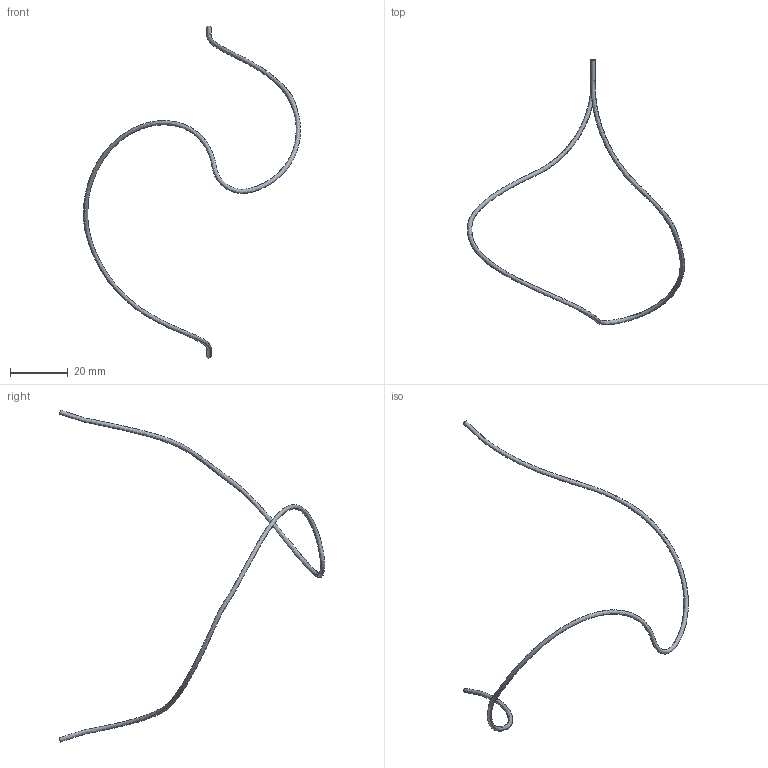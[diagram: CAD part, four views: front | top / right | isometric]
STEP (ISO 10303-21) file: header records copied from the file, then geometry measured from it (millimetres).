
FILE_DESCRIPTION (( 'STEP AP203' ), '1' );
FILE_NAME ('XMSGP030A10.01-003 breast_cup_outer_S fiducial wire.STEP', '2017-06-28T21:13:49', ( '' ), ( '' ), 'SwSTEP 2.0', 'SolidWorks 2016', '' );
FILE_SCHEMA (( 'CONFIG_CONTROL_DESIGN' ));
Length unit declared in the file: millimetre
Products named in the file (1): XMSGP030A10.01-003 breast_cup_outer_S fiducial wire
Bounding box: 75.41 x 92.21 x 115.33 mm (x, y, z)
Volume: 423.5 mm3; surface area: 2256.5 mm2
Topology: 1 solids, 1 shells, 4 faces, 6 edges, 4 vertices
Faces by surface type: plane 2, bspline 2
Entity records: 2801 total; most frequent: CARTESIAN_POINT 2657, DIRECTION 14, PERSON_AND_ORGANIZATION 8, ORIENTED_EDGE 8, EDGE_LOOP 8, AXIS2_PLACEMENT_3D 7, FACE_OUTER_BOUND 6, CALENDAR_DATE 5
